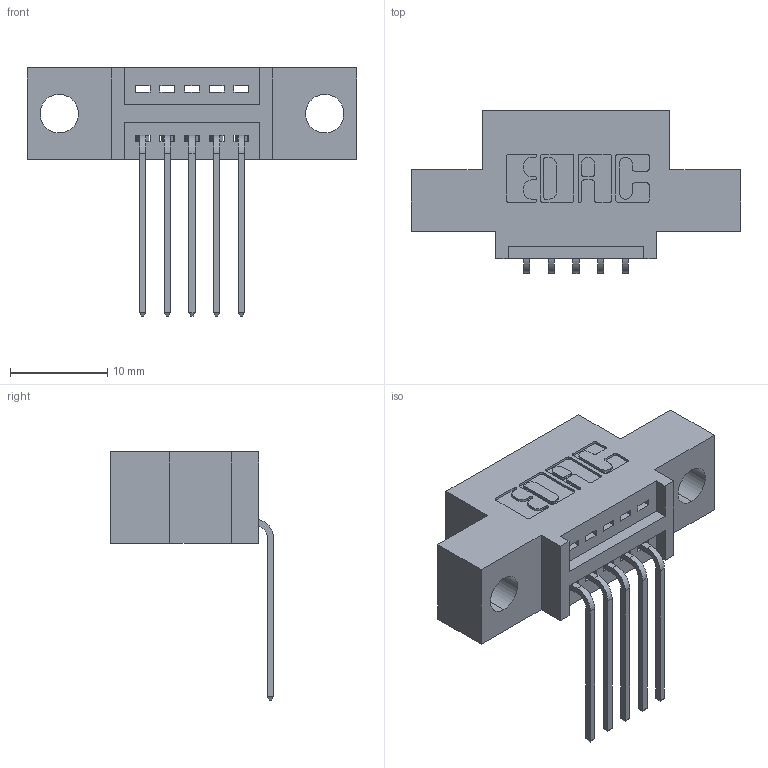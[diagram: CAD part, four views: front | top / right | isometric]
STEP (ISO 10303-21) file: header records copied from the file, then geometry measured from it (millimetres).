
FILE_DESCRIPTION (( 'STEP AP203' ), '1' );
FILE_NAME ('395-005-559-404.STEP', '2018-10-23T18:48:50', ( '' ), ( '' ), 'SwSTEP 2.0', 'SolidWorks 2016', '' );
FILE_SCHEMA (( 'CONFIG_CONTROL_DESIGN' ));
Length unit declared in the file: inch
Products named in the file (3): 345 Part_0.110 Offset - 0.156 Dia-TH; 395-005-559-404; 345-292-001_558 559 Tail - 1
Assembly tree (6 placements, depth 2):
  395-005-559-404
    345 Part_0.110 Offset - 0.156 Dia-TH
    345-292-001_558 559 Tail - 1  x5
Bounding box: 33.91 x 16.75 x 25.53 mm (x, y, z)
Volume: 2773.1 mm3; surface area: 3170.8 mm2
Topology: 6 solids, 6 shells, 430 faces, 1263 edges, 834 vertices
Faces by surface type: plane 294, cylinder 136
Entity records: 8963 total; most frequent: CARTESIAN_POINT 1563, ORIENTED_EDGE 1502, DIRECTION 1417, EDGE_CURVE 751, LINE 599, VECTOR 599, VERTEX_POINT 498, AXIS2_PLACEMENT_3D 409
